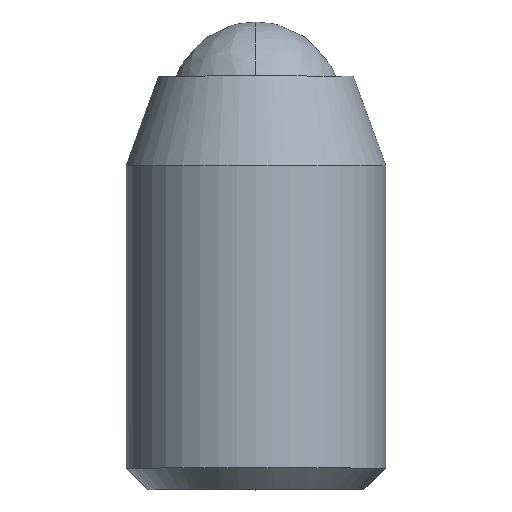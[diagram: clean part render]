
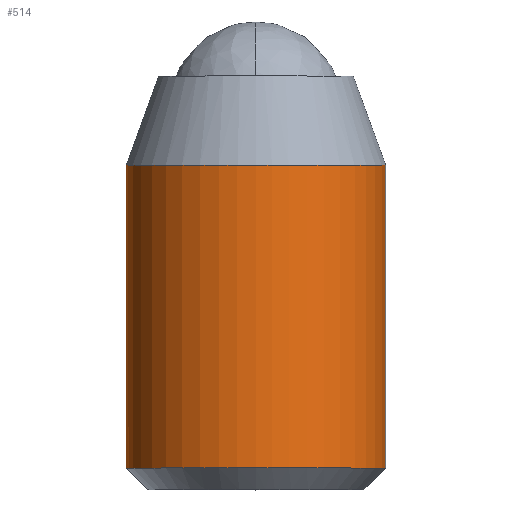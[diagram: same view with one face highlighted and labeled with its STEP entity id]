
A CAD part, top view. The second image highlights one B-rep face of the part: STEP entity #514.
In plain terms, the highlighted free-form (B-spline) face has degree [2, 1] with [5, 2] control points.
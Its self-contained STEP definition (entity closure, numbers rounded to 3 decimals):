
#309=CARTESIAN_POINT('',(-2.994,-2.061,0.183));
#310=VERTEX_POINT('',#309);
#316=CARTESIAN_POINT('',(0.0,-2.061,3.));
#317=VERTEX_POINT('',#316);
#318=CARTESIAN_POINT('',(0.0,-2.061,3.));
#319=CARTESIAN_POINT('',(-2.822,-2.061,3.));
#320=CARTESIAN_POINT('',(-2.994,-2.061,0.183));
#328=(BOUNDED_CURVE()B_SPLINE_CURVE(2,(#318,#319,#320),.UNSPECIFIED.,.F.,.U.)B_SPLINE_CURVE_WITH_KNOTS((3,3),(0.5,0.739),.UNSPECIFIED.)CURVE()GEOMETRIC_REPRESENTATION_ITEM()RATIONAL_B_SPLINE_CURVE((1.0,0.72,0.976))REPRESENTATION_ITEM(''));
#329=EDGE_CURVE('',#317,#310,#328,.T.);
#331=CARTESIAN_POINT('',(2.98,-2.061,0.342));
#332=VERTEX_POINT('',#331);
#333=CARTESIAN_POINT('',(2.98,-2.061,0.342));
#334=CARTESIAN_POINT('',(2.675,-2.061,3.));
#335=CARTESIAN_POINT('',(0.0,-2.061,3.));
#343=(BOUNDED_CURVE()B_SPLINE_CURVE(2,(#333,#334,#335),.UNSPECIFIED.,.F.,.U.)B_SPLINE_CURVE_WITH_KNOTS((3,3),(0.27,0.5),.UNSPECIFIED.)CURVE()GEOMETRIC_REPRESENTATION_ITEM()RATIONAL_B_SPLINE_CURVE((0.957,0.73,1.0))REPRESENTATION_ITEM(''));
#344=EDGE_CURVE('',#332,#317,#343,.T.);
#435=CARTESIAN_POINT('',(2.98,-1.886,0.342));
#436=CARTESIAN_POINT('',(2.693,-1.886,2.841));
#437=CARTESIAN_POINT('',(0.183,-1.886,2.994));
#438=CARTESIAN_POINT('',(-2.811,-1.886,3.178));
#439=CARTESIAN_POINT('',(-2.994,-1.886,0.183));
#440=CARTESIAN_POINT('',(2.98,-9.229,0.342));
#441=CARTESIAN_POINT('',(2.693,-9.229,2.841));
#442=CARTESIAN_POINT('',(0.183,-9.229,2.994));
#443=CARTESIAN_POINT('',(-2.811,-9.229,3.178));
#444=CARTESIAN_POINT('',(-2.994,-9.229,0.183));
#452=(BOUNDED_SURFACE()B_SPLINE_SURFACE(2,1,((#435,#440),(#436,#441),(#437,#442),(#438,#443),(#439,#444)),.UNSPECIFIED.,.F.,.F.,.U.)B_SPLINE_SURFACE_WITH_KNOTS((3,2,3),(2,2),(0.0,4.374,9.345),(0.0,7.343),.UNSPECIFIED.)GEOMETRIC_REPRESENTATION_ITEM()RATIONAL_B_SPLINE_SURFACE(((0.938,0.938),(0.742,0.742),(1.0,1.0),(0.707,0.707),(1.0,1.0)))REPRESENTATION_ITEM('')SURFACE());
#453=CARTESIAN_POINT('',(2.98,-9.05,0.342));
#454=VERTEX_POINT('',#453);
#455=CARTESIAN_POINT('',(0.0,-9.05,3.));
#456=VERTEX_POINT('',#455);
#457=CARTESIAN_POINT('',(2.98,-9.05,0.342));
#458=CARTESIAN_POINT('',(2.675,-9.05,3.));
#459=CARTESIAN_POINT('',(0.0,-9.05,3.));
#467=(BOUNDED_CURVE()B_SPLINE_CURVE(2,(#457,#458,#459),.UNSPECIFIED.,.F.,.U.)B_SPLINE_CURVE_WITH_KNOTS((3,3),(0.27,0.5),.UNSPECIFIED.)CURVE()GEOMETRIC_REPRESENTATION_ITEM()RATIONAL_B_SPLINE_CURVE((0.957,0.73,1.0))REPRESENTATION_ITEM(''));
#468=EDGE_CURVE('',#454,#456,#467,.T.);
#469=ORIENTED_EDGE('',*,*,#468,.F.);
#470=CARTESIAN_POINT('',(2.98,-2.061,0.342));
#471=CARTESIAN_POINT('',(2.98,-9.05,0.342));
#472=QUASI_UNIFORM_CURVE('',1,(#470,#471),.UNSPECIFIED.,.F.,.U.);
#473=EDGE_CURVE('',#332,#454,#472,.T.);
#474=ORIENTED_EDGE('',*,*,#473,.F.);
#475=ORIENTED_EDGE('',*,*,#344,.T.);
#476=ORIENTED_EDGE('',*,*,#329,.T.);
#477=CARTESIAN_POINT('',(-2.994,-9.05,0.183));
#478=VERTEX_POINT('',#477);
#479=CARTESIAN_POINT('',(-2.994,-2.061,0.183));
#480=CARTESIAN_POINT('',(-2.994,-9.05,0.183));
#481=QUASI_UNIFORM_CURVE('',1,(#479,#480),.UNSPECIFIED.,.F.,.U.);
#482=EDGE_CURVE('',#310,#478,#481,.T.);
#483=ORIENTED_EDGE('',*,*,#482,.T.);
#484=CARTESIAN_POINT('',(-2.991,-9.05,0.235));
#485=VERTEX_POINT('',#484);
#486=CARTESIAN_POINT('',(-2.991,-9.05,0.235));
#487=CARTESIAN_POINT('',(-2.993,-9.05,0.209));
#488=CARTESIAN_POINT('',(-2.994,-9.05,0.183));
#496=(BOUNDED_CURVE()B_SPLINE_CURVE(2,(#486,#487,#488),.UNSPECIFIED.,.F.,.U.)B_SPLINE_CURVE_WITH_KNOTS((3,3),(0.736,0.739),.UNSPECIFIED.)CURVE()GEOMETRIC_REPRESENTATION_ITEM()RATIONAL_B_SPLINE_CURVE((0.97,0.973,0.976))REPRESENTATION_ITEM(''));
#497=EDGE_CURVE('',#485,#478,#496,.T.);
#498=ORIENTED_EDGE('',*,*,#497,.F.);
#499=CARTESIAN_POINT('',(0.0,-9.05,3.));
#500=CARTESIAN_POINT('',(-2.773,-9.05,3.));
#501=CARTESIAN_POINT('',(-2.991,-9.05,0.235));
#509=(BOUNDED_CURVE()B_SPLINE_CURVE(2,(#499,#500,#501),.UNSPECIFIED.,.F.,.U.)B_SPLINE_CURVE_WITH_KNOTS((3,3),(0.5,0.736),.UNSPECIFIED.)CURVE()GEOMETRIC_REPRESENTATION_ITEM()RATIONAL_B_SPLINE_CURVE((1.0,0.723,0.97))REPRESENTATION_ITEM(''));
#510=EDGE_CURVE('',#456,#485,#509,.T.);
#511=ORIENTED_EDGE('',*,*,#510,.F.);
#512=EDGE_LOOP('',(#469,#474,#475,#476,#483,#498,#511));
#513=FACE_OUTER_BOUND('',#512,.T.);
#514=ADVANCED_FACE('',(#513),#452,.T.);
